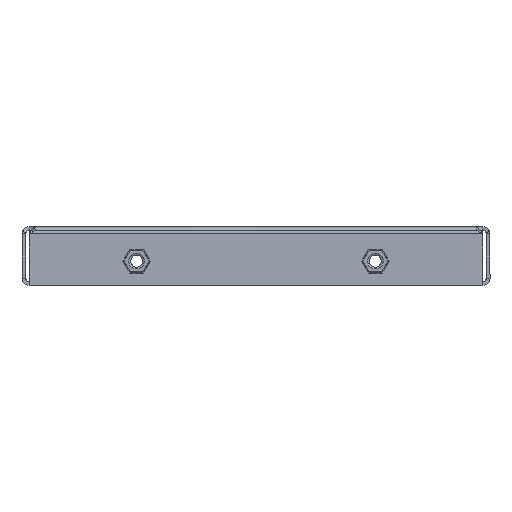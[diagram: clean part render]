
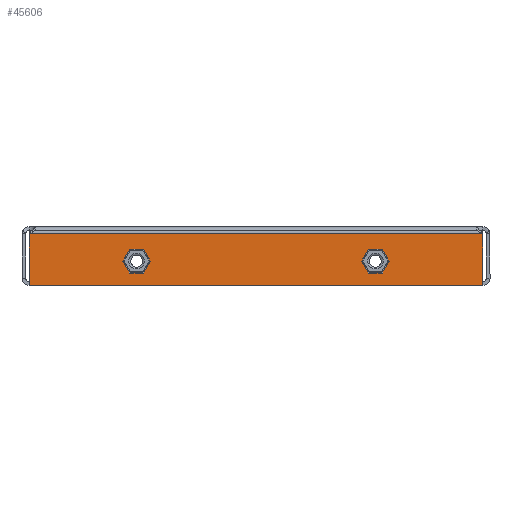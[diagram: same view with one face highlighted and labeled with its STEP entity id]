
A CAD part, left-side view. The second image highlights one B-rep face of the part: STEP entity #45606.
In plain terms, the highlighted planar face has unit normal (-1, 0, 0).
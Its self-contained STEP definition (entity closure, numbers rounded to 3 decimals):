
#109 = LINE ( 'NONE', #31678, #46307 ) ;
#190 = EDGE_CURVE ( 'NONE', #26753, #23226, #46129, .T. ) ;
#219 = CARTESIAN_POINT ( 'NONE',  ( -353.8, 47.344, -9.8 ) ) ;
#504 = EDGE_CURVE ( 'NONE', #34141, #26753, #26630, .T. ) ;
#557 = CARTESIAN_POINT ( 'NONE',  ( -353.8, 47.344, -19. ) ) ;
#604 = EDGE_CURVE ( 'NONE', #23226, #44290, #21242, .T. ) ;
#1526 = CARTESIAN_POINT ( 'NONE',  ( -353.8, -95., -24.5 ) ) ;
#1902 = PLANE ( 'NONE',  #23516 ) ;
#2649 = DIRECTION ( 'NONE',  ( 0., 1., 0. ) ) ;
#2983 = ORIENTED_EDGE ( 'NONE', *, *, #43483, .T. ) ;
#3024 = LINE ( 'NONE', #15740, #41342 ) ;
#3713 = CARTESIAN_POINT ( 'NONE',  ( -353.8, 0., -19. ) ) ;
#4316 = CARTESIAN_POINT ( 'NONE',  ( -353.8, -55.312, -14.4 ) ) ;
#4580 = ORIENTED_EDGE ( 'NONE', *, *, #39392, .T. ) ;
#4614 = EDGE_LOOP ( 'NONE', ( #4580, #27076, #31053, #7448, #2983, #47364 ) ) ;
#5019 = DIRECTION ( 'NONE',  ( 0., 0.5, -0.866 ) ) ;
#5064 = EDGE_CURVE ( 'NONE', #31745, #19489, #32743, .T. ) ;
#5903 = CARTESIAN_POINT ( 'NONE',  ( -353.8, 0., -9.8 ) ) ;
#6092 = VERTEX_POINT ( 'NONE', #23419 ) ;
#6722 = DIRECTION ( 'NONE',  ( 1., 0., 0. ) ) ;
#7023 = VECTOR ( 'NONE', #34155, 1000. ) ;
#7385 = EDGE_LOOP ( 'NONE', ( #21703, #47763, #14066, #35358, #48221, #47284 ) ) ;
#7448 = ORIENTED_EDGE ( 'NONE', *, *, #18318, .T. ) ;
#8409 = VERTEX_POINT ( 'NONE', #18376 ) ;
#8494 = VECTOR ( 'NONE', #26492, 1000. ) ;
#8823 = CARTESIAN_POINT ( 'NONE',  ( -353.8, 27.281, 15.751 ) ) ;
#8858 = EDGE_CURVE ( 'NONE', #23871, #47932, #14962, .T. ) ;
#9199 = CARTESIAN_POINT ( 'NONE',  ( -353.8, 0., -9.8 ) ) ;
#9486 = EDGE_CURVE ( 'NONE', #44290, #38809, #41575, .T. ) ;
#9496 = CARTESIAN_POINT ( 'NONE',  ( -353.8, 44.688, -14.4 ) ) ;
#9937 = DIRECTION ( 'NONE',  ( 0., -1., 0. ) ) ;
#9947 = VECTOR ( 'NONE', #28398, 1000. ) ;
#11411 = DIRECTION ( 'NONE',  ( 0., 0., -1. ) ) ;
#12555 = VECTOR ( 'NONE', #23832, 1000. ) ;
#12827 = EDGE_CURVE ( 'NONE', #47932, #29104, #30856, .T. ) ;
#14066 = ORIENTED_EDGE ( 'NONE', *, *, #190, .T. ) ;
#14371 = CARTESIAN_POINT ( 'NONE',  ( -353.8, -95., 0. ) ) ;
#14592 = CARTESIAN_POINT ( 'NONE',  ( -353.8, 52.656, -19. ) ) ;
#14962 = LINE ( 'NONE', #50418, #47166 ) ;
#15249 = VECTOR ( 'NONE', #2649, 1000. ) ;
#15574 = CARTESIAN_POINT ( 'NONE',  ( -353.8, 95., -3. ) ) ;
#15619 = DIRECTION ( 'NONE',  ( 0., -0.5, -0.866 ) ) ;
#15740 = CARTESIAN_POINT ( 'NONE',  ( -353.8, -35.248, 20.351 ) ) ;
#16918 = LINE ( 'NONE', #48288, #9947 ) ;
#16919 = EDGE_CURVE ( 'NONE', #23871, #6092, #48134, .T. ) ;
#17499 = EDGE_CURVE ( 'NONE', #29104, #6092, #49321, .T. ) ;
#17586 = CARTESIAN_POINT ( 'NONE',  ( -353.8, -47.344, -9.8 ) ) ;
#17909 = CARTESIAN_POINT ( 'NONE',  ( -353.8, -52.656, -9.8 ) ) ;
#18167 = FACE_OUTER_BOUND ( 'NONE', #44613, .T. ) ;
#18318 = EDGE_CURVE ( 'NONE', #19489, #37618, #44130, .T. ) ;
#18376 = CARTESIAN_POINT ( 'NONE',  ( -353.8, -47.344, -19. ) ) ;
#18547 = DIRECTION ( 'NONE',  ( 0., -0.5, -0.866 ) ) ;
#19489 = VERTEX_POINT ( 'NONE', #17586 ) ;
#20622 = CARTESIAN_POINT ( 'NONE',  ( -353.8, -44.688, -14.4 ) ) ;
#21134 = VECTOR ( 'NONE', #47379, 1000. ) ;
#21242 = LINE ( 'NONE', #48289, #28848 ) ;
#21416 = ORIENTED_EDGE ( 'NONE', *, *, #8858, .T. ) ;
#21703 = ORIENTED_EDGE ( 'NONE', *, *, #24864, .T. ) ;
#21734 = DIRECTION ( 'NONE',  ( 0., 0., -1. ) ) ;
#22422 = CARTESIAN_POINT ( 'NONE',  ( -353.8, 47.719, -27.551 ) ) ;
#22520 = VECTOR ( 'NONE', #5019, 1000. ) ;
#23226 = VERTEX_POINT ( 'NONE', #45352 ) ;
#23419 = CARTESIAN_POINT ( 'NONE',  ( -353.8, -95., -3. ) ) ;
#23516 = AXIS2_PLACEMENT_3D ( 'NONE', #33206, #6722, #21734 ) ;
#23832 = DIRECTION ( 'NONE',  ( 0., 1., 0. ) ) ;
#23871 = VERTEX_POINT ( 'NONE', #15574 ) ;
#24166 = CARTESIAN_POINT ( 'NONE',  ( -353.8, -95., -3. ) ) ;
#24522 = ORIENTED_EDGE ( 'NONE', *, *, #17499, .T. ) ;
#24864 = EDGE_CURVE ( 'NONE', #36447, #34141, #40174, .T. ) ;
#25664 = CARTESIAN_POINT ( 'NONE',  ( -353.8, -52.656, -19. ) ) ;
#26492 = DIRECTION ( 'NONE',  ( 0., 0.5, 0.866 ) ) ;
#26513 = DIRECTION ( 'NONE',  ( 0., -1., 0. ) ) ;
#26630 = LINE ( 'NONE', #3713, #12555 ) ;
#26753 = VERTEX_POINT ( 'NONE', #14592 ) ;
#27076 = ORIENTED_EDGE ( 'NONE', *, *, #30022, .T. ) ;
#27490 = VERTEX_POINT ( 'NONE', #25664 ) ;
#28398 = DIRECTION ( 'NONE',  ( 0., 0.5, 0.866 ) ) ;
#28635 = VECTOR ( 'NONE', #44485, 1000. ) ;
#28848 = VECTOR ( 'NONE', #32709, 1000. ) ;
#28922 = CARTESIAN_POINT ( 'NONE',  ( -353.8, -39.752, -22.951 ) ) ;
#29104 = VERTEX_POINT ( 'NONE', #1526 ) ;
#29227 = EDGE_CURVE ( 'NONE', #34624, #27490, #49399, .T. ) ;
#29889 = FACE_BOUND ( 'NONE', #4614, .T. ) ;
#30022 = EDGE_CURVE ( 'NONE', #8409, #31745, #16918, .T. ) ;
#30856 = LINE ( 'NONE', #46422, #49597 ) ;
#31053 = ORIENTED_EDGE ( 'NONE', *, *, #5064, .T. ) ;
#31169 = CARTESIAN_POINT ( 'NONE',  ( -353.8, 95., -24.5 ) ) ;
#31678 = CARTESIAN_POINT ( 'NONE',  ( -353.8, 39.752, -22.951 ) ) ;
#31725 = LINE ( 'NONE', #44445, #15249 ) ;
#31745 = VERTEX_POINT ( 'NONE', #20622 ) ;
#31964 = CARTESIAN_POINT ( 'NONE',  ( -353.8, 52.656, -9.8 ) ) ;
#32709 = DIRECTION ( 'NONE',  ( 0., -0.5, 0.866 ) ) ;
#32743 = LINE ( 'NONE', #28922, #28635 ) ;
#33206 = CARTESIAN_POINT ( 'NONE',  ( -353.8, 0., 0. ) ) ;
#33340 = CARTESIAN_POINT ( 'NONE',  ( -353.8, -47.719, -27.551 ) ) ;
#33469 = FACE_BOUND ( 'NONE', #7385, .T. ) ;
#34141 = VERTEX_POINT ( 'NONE', #557 ) ;
#34155 = DIRECTION ( 'NONE',  ( 0., -1., 0. ) ) ;
#34624 = VERTEX_POINT ( 'NONE', #4316 ) ;
#35358 = ORIENTED_EDGE ( 'NONE', *, *, #604, .T. ) ;
#36447 = VERTEX_POINT ( 'NONE', #9496 ) ;
#37618 = VERTEX_POINT ( 'NONE', #17909 ) ;
#38809 = VERTEX_POINT ( 'NONE', #219 ) ;
#39392 = EDGE_CURVE ( 'NONE', #27490, #8409, #31725, .T. ) ;
#39393 = VECTOR ( 'NONE', #40914, 1000. ) ;
#40174 = LINE ( 'NONE', #8823, #22520 ) ;
#40446 = EDGE_CURVE ( 'NONE', #38809, #36447, #109, .T. ) ;
#40914 = DIRECTION ( 'NONE',  ( 0., 0., 1. ) ) ;
#41342 = VECTOR ( 'NONE', #18547, 1000. ) ;
#41575 = LINE ( 'NONE', #5903, #7023 ) ;
#43374 = ORIENTED_EDGE ( 'NONE', *, *, #12827, .T. ) ;
#43483 = EDGE_CURVE ( 'NONE', #37618, #34624, #3024, .T. ) ;
#44130 = LINE ( 'NONE', #9199, #50053 ) ;
#44290 = VERTEX_POINT ( 'NONE', #31964 ) ;
#44445 = CARTESIAN_POINT ( 'NONE',  ( -353.8, 0., -19. ) ) ;
#44485 = DIRECTION ( 'NONE',  ( 0., -0.5, 0.866 ) ) ;
#44613 = EDGE_LOOP ( 'NONE', ( #48621, #21416, #43374, #24522 ) ) ;
#45352 = CARTESIAN_POINT ( 'NONE',  ( -353.8, 55.312, -14.4 ) ) ;
#45606 = ADVANCED_FACE ( 'NONE', ( #33469, #29889, #18167 ), #1902, .F. ) ;
#46129 = LINE ( 'NONE', #22422, #8494 ) ;
#46307 = VECTOR ( 'NONE', #15619, 1000. ) ;
#46422 = CARTESIAN_POINT ( 'NONE',  ( -353.8, 0., -24.5 ) ) ;
#47166 = VECTOR ( 'NONE', #11411, 1000. ) ;
#47284 = ORIENTED_EDGE ( 'NONE', *, *, #40446, .T. ) ;
#47364 = ORIENTED_EDGE ( 'NONE', *, *, #29227, .T. ) ;
#47379 = DIRECTION ( 'NONE',  ( 0., -1., 0. ) ) ;
#47763 = ORIENTED_EDGE ( 'NONE', *, *, #504, .T. ) ;
#47932 = VERTEX_POINT ( 'NONE', #31169 ) ;
#48134 = LINE ( 'NONE', #24166, #21134 ) ;
#48139 = VECTOR ( 'NONE', #48907, 1000. ) ;
#48221 = ORIENTED_EDGE ( 'NONE', *, *, #9486, .T. ) ;
#48288 = CARTESIAN_POINT ( 'NONE',  ( -353.8, -27.281, 15.751 ) ) ;
#48289 = CARTESIAN_POINT ( 'NONE',  ( -353.8, 35.248, 20.351 ) ) ;
#48621 = ORIENTED_EDGE ( 'NONE', *, *, #16919, .F. ) ;
#48907 = DIRECTION ( 'NONE',  ( 0., 0.5, -0.866 ) ) ;
#49321 = LINE ( 'NONE', #14371, #39393 ) ;
#49399 = LINE ( 'NONE', #33340, #48139 ) ;
#49597 = VECTOR ( 'NONE', #26513, 1000. ) ;
#50053 = VECTOR ( 'NONE', #9937, 1000. ) ;
#50418 = CARTESIAN_POINT ( 'NONE',  ( -353.8, 95., 0. ) ) ;
